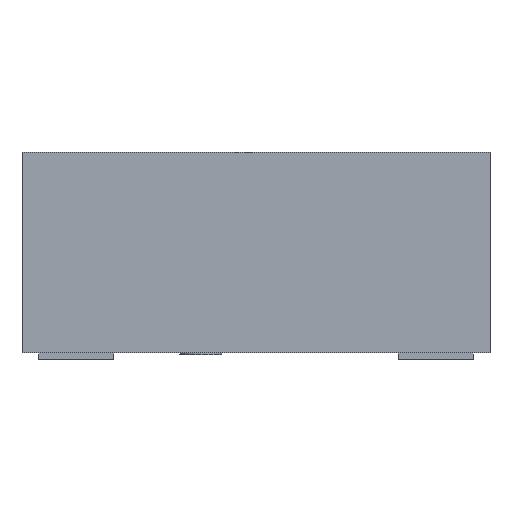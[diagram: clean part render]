
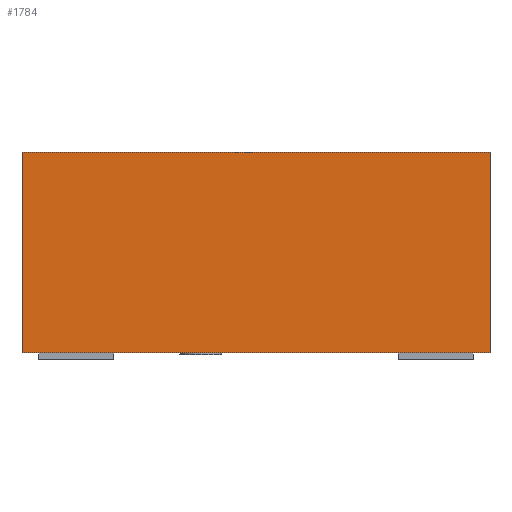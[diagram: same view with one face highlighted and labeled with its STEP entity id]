
A CAD part, front view. The second image highlights one B-rep face of the part: STEP entity #1784.
In plain terms, the highlighted planar face has unit normal (0, -1, 0).
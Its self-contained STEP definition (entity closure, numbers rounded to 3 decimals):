
#133=PLANE('',#1920);
#233=FACE_OUTER_BOUND('',#334,.T.);
#334=EDGE_LOOP('',(#1587,#1588,#1589,#1590));
#565=LINE('',#2869,#780);
#566=LINE('',#2872,#781);
#567=LINE('',#2874,#782);
#568=LINE('',#2875,#783);
#780=VECTOR('',#2371,10.);
#781=VECTOR('',#2374,10.);
#782=VECTOR('',#2375,10.);
#783=VECTOR('',#2376,10.);
#962=VERTEX_POINT('',#2865);
#963=VERTEX_POINT('',#2867);
#964=VERTEX_POINT('',#2871);
#965=VERTEX_POINT('',#2873);
#1197=EDGE_CURVE('',#962,#963,#565,.T.);
#1198=EDGE_CURVE('',#964,#962,#566,.T.);
#1199=EDGE_CURVE('',#965,#963,#567,.T.);
#1200=EDGE_CURVE('',#964,#965,#568,.T.);
#1587=ORIENTED_EDGE('',*,*,#1198,.T.);
#1588=ORIENTED_EDGE('',*,*,#1197,.T.);
#1589=ORIENTED_EDGE('',*,*,#1199,.F.);
#1590=ORIENTED_EDGE('',*,*,#1200,.F.);
#1784=ADVANCED_FACE('',(#233),#133,.T.);
#1920=AXIS2_PLACEMENT_3D('',#2870,#2372,#2373);
#2371=DIRECTION('',(0.,0.,1.));
#2372=DIRECTION('center_axis',(0.,-1.,0.));
#2373=DIRECTION('ref_axis',(1.,0.,0.));
#2374=DIRECTION('',(1.,0.,0.));
#2375=DIRECTION('',(1.,0.,0.));
#2376=DIRECTION('',(0.,0.,1.));
#2865=CARTESIAN_POINT('',(2.8,0.,0.));
#2867=CARTESIAN_POINT('',(2.8,0.,1.2));
#2869=CARTESIAN_POINT('',(2.8,0.,0.));
#2870=CARTESIAN_POINT('Origin',(0.,0.,0.));
#2871=CARTESIAN_POINT('',(0.,0.,0.));
#2872=CARTESIAN_POINT('',(0.,0.,0.));
#2873=CARTESIAN_POINT('',(0.,0.,1.2));
#2874=CARTESIAN_POINT('',(0.,0.,1.2));
#2875=CARTESIAN_POINT('',(0.,0.,0.));
